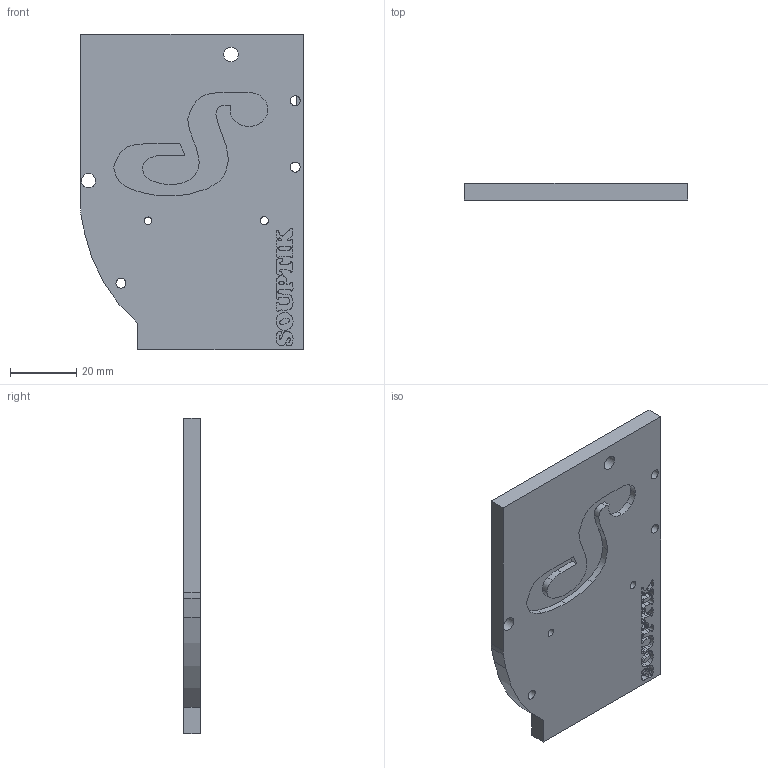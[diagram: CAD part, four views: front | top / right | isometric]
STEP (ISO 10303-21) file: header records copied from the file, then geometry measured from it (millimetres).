
FILE_DESCRIPTION(/* description */ (''),/* implementation_level */ '2;1');
FILE_NAME(/* name */ 'Extruder top.step',/* time_stamp */ '2025-04-13T17:22:32+05:30',/* author */ (''),/* organization */ (''),/* preprocessor_version */ 'ST-DEVELOPER v20.1',/* originating_system */ 'Autodesk Translation Framework v14.4.0.0',/* authorisation */ '');
FILE_SCHEMA (('AUTOMOTIVE_DESIGN { 1 0 10303 214 3 1 1 }'));
Length unit declared in the file: millimetre
Products named in the file (1): hottt
Bounding box: 67.19 x 5 x 95 mm (x, y, z)
Volume: 28608.9 mm3; surface area: 14603.4 mm2
Topology: 1 solids, 1 shells, 337 faces, 975 edges, 650 vertices
Faces by surface type: bspline 286, plane 42, cylinder 9
Full cylindrical faces by diameter (mm): 2.34 x1, 2.495 x1, 3 x3, 4.3 x1, 4.4 x1
Entity records: 13881 total; most frequent: CARTESIAN_POINT 6855, ORIENTED_EDGE 1950, EDGE_CURVE 975, VERTEX_POINT 650, B_SPLINE_CURVE_WITH_KNOTS 580, DIRECTION 519, LINE 375, VECTOR 375
